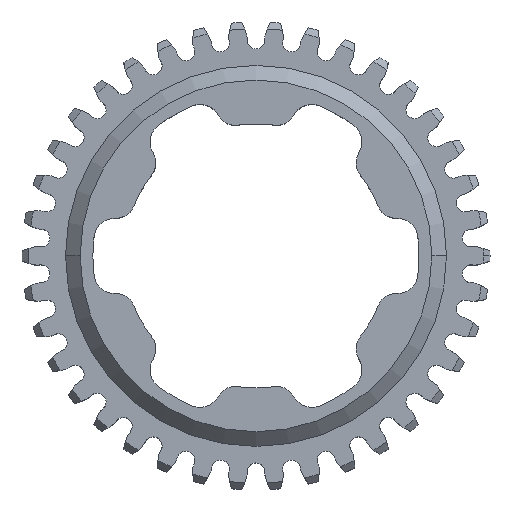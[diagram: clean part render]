
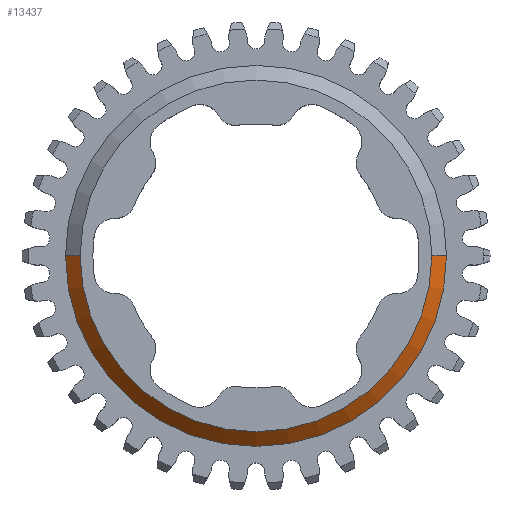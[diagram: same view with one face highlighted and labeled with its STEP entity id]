
A CAD part, top view. The second image highlights one B-rep face of the part: STEP entity #13437.
In plain terms, the highlighted conical face has half-angle 45 degrees and reference radius 20.637 mm.
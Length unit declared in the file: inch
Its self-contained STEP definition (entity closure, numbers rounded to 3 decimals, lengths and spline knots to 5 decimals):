
#1333 = VECTOR ( 'NONE', #10017, 39.37008 ) ;
#1885 = ORIENTED_EDGE ( 'NONE', *, *, #15665, .T. ) ;
#1956 = DIRECTION ( 'NONE',  ( -0.707, 0., -0.707 ) ) ;
#2937 = ORIENTED_EDGE ( 'NONE', *, *, #5625, .T. ) ;
#3210 = DIRECTION ( 'NONE',  ( 0., 0., -1. ) ) ;
#4611 = VECTOR ( 'NONE', #1956, 39.37008 ) ;
#4791 = AXIS2_PLACEMENT_3D ( 'NONE', #15110, #11139, #5317 ) ;
#4816 = VERTEX_POINT ( 'NONE', #8229 ) ;
#5317 = DIRECTION ( 'NONE',  ( -1., 0., 0. ) ) ;
#5479 = AXIS2_PLACEMENT_3D ( 'NONE', #14829, #3210, #13450 ) ;
#5625 = EDGE_CURVE ( 'NONE', #11332, #4816, #10389, .T. ) ;
#5974 = CIRCLE ( 'NONE', #4791, 0.75 ) ;
#6136 = VERTEX_POINT ( 'NONE', #9553 ) ;
#7807 = CIRCLE ( 'NONE', #5479, 0.8125 ) ;
#8229 = CARTESIAN_POINT ( 'NONE',  ( -0.8125, 0., 0.1875 ) ) ;
#8399 = ORIENTED_EDGE ( 'NONE', *, *, #16614, .F. ) ;
#8656 = CARTESIAN_POINT ( 'NONE',  ( 0.8125, 0., 0.1875 ) ) ;
#8902 = CONICAL_SURFACE ( 'NONE', #11235, 0.8125, 0.785 ) ;
#9553 = CARTESIAN_POINT ( 'NONE',  ( 0.75, 0., 0.25 ) ) ;
#9826 = FACE_OUTER_BOUND ( 'NONE', #14655, .T. ) ;
#10017 = DIRECTION ( 'NONE',  ( 0.707, 0., -0.707 ) ) ;
#10183 = DIRECTION ( 'NONE',  ( 0., 0., -1. ) ) ;
#10389 = LINE ( 'NONE', #14597, #4611 ) ;
#11088 = CARTESIAN_POINT ( 'NONE',  ( -0.75, 0., 0.25 ) ) ;
#11139 = DIRECTION ( 'NONE',  ( 0., 0., -1. ) ) ;
#11235 = AXIS2_PLACEMENT_3D ( 'NONE', #16783, #10183, #11454 ) ;
#11271 = VERTEX_POINT ( 'NONE', #13755 ) ;
#11332 = VERTEX_POINT ( 'NONE', #11088 ) ;
#11454 = DIRECTION ( 'NONE',  ( -1., 0., 0. ) ) ;
#12779 = LINE ( 'NONE', #8656, #1333 ) ;
#13027 = EDGE_CURVE ( 'NONE', #6136, #11271, #12779, .T. ) ;
#13437 = ADVANCED_FACE ( 'NONE', ( #9826 ), #8902, .T. ) ;
#13450 = DIRECTION ( 'NONE',  ( 1., 0., 0. ) ) ;
#13755 = CARTESIAN_POINT ( 'NONE',  ( 0.8125, 0., 0.1875 ) ) ;
#14597 = CARTESIAN_POINT ( 'NONE',  ( -0.8125, 0., 0.1875 ) ) ;
#14655 = EDGE_LOOP ( 'NONE', ( #15928, #1885, #2937, #8399 ) ) ;
#14829 = CARTESIAN_POINT ( 'NONE',  ( 0., 0., 0.1875 ) ) ;
#15110 = CARTESIAN_POINT ( 'NONE',  ( 0., 0., 0.25 ) ) ;
#15665 = EDGE_CURVE ( 'NONE', #6136, #11332, #5974, .T. ) ;
#15928 = ORIENTED_EDGE ( 'NONE', *, *, #13027, .F. ) ;
#16614 = EDGE_CURVE ( 'NONE', #11271, #4816, #7807, .T. ) ;
#16783 = CARTESIAN_POINT ( 'NONE',  ( 0., 0., 0.1875 ) ) ;
